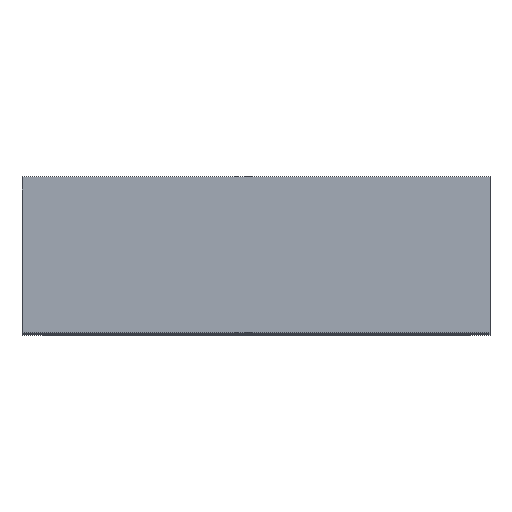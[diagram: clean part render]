
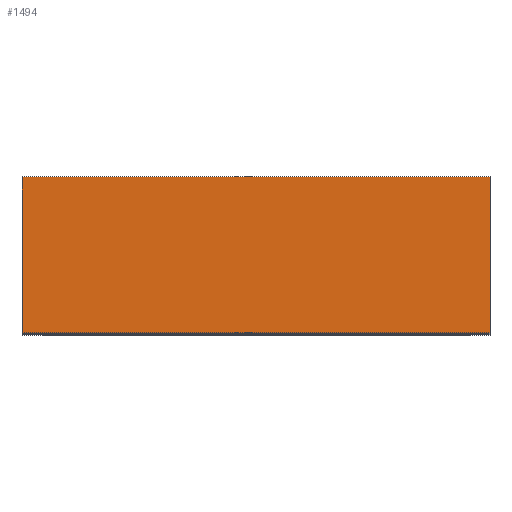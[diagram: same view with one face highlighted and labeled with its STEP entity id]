
A CAD part, top view. The second image highlights one B-rep face of the part: STEP entity #1494.
In plain terms, the highlighted planar face has unit normal (0, 0, 1).
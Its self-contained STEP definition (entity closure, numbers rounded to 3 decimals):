
#44 = PLANE('',#45);
#45 = AXIS2_PLACEMENT_3D('',#46,#47,#48);
#46 = CARTESIAN_POINT('',(-15.,0.,74.25));
#47 = DIRECTION('',(-1.,-0.,-0.));
#48 = DIRECTION('',(0.,0.,-1.));
#72 = PLANE('',#73);
#73 = AXIS2_PLACEMENT_3D('',#74,#75,#76);
#74 = CARTESIAN_POINT('',(0.,5.,74.25));
#75 = DIRECTION('',(0.,1.,0.));
#76 = DIRECTION('',(1.,0.,0.));
#100 = PLANE('',#101);
#101 = AXIS2_PLACEMENT_3D('',#102,#103,#104);
#102 = CARTESIAN_POINT('',(15.,0.,74.25));
#103 = DIRECTION('',(1.,0.,0.));
#104 = DIRECTION('',(0.,0.,1.));
#128 = PLANE('',#129);
#129 = AXIS2_PLACEMENT_3D('',#130,#131,#132);
#130 = CARTESIAN_POINT('',(1.541,-5.,76.157));
#131 = DIRECTION('',(0.,-1.,0.));
#132 = DIRECTION('',(-1.,0.,0.));
#1283 = VERTEX_POINT('',#1284);
#1284 = CARTESIAN_POINT('',(-15.,-5.,79.2));
#1305 = EDGE_CURVE('',#1283,#1306,#1308,.T.);
#1306 = VERTEX_POINT('',#1307);
#1307 = CARTESIAN_POINT('',(-15.,5.,79.2));
#1308 = SURFACE_CURVE('',#1309,(#1313,#1320),.PCURVE_S1.);
#1309 = LINE('',#1310,#1311);
#1310 = CARTESIAN_POINT('',(-15.,-5.,79.2));
#1311 = VECTOR('',#1312,1.);
#1312 = DIRECTION('',(0.,1.,0.));
#1313 = PCURVE('',#44,#1314);
#1314 = DEFINITIONAL_REPRESENTATION('',(#1315),#1319);
#1315 = LINE('',#1316,#1317);
#1316 = CARTESIAN_POINT('',(-4.95,5.));
#1317 = VECTOR('',#1318,1.);
#1318 = DIRECTION('',(0.,-1.));
#1319 = ( GEOMETRIC_REPRESENTATION_CONTEXT(2) 
PARAMETRIC_REPRESENTATION_CONTEXT() REPRESENTATION_CONTEXT('2D SPACE',''
  ) );
#1320 = PCURVE('',#1321,#1326);
#1321 = PLANE('',#1322);
#1322 = AXIS2_PLACEMENT_3D('',#1323,#1324,#1325);
#1323 = CARTESIAN_POINT('',(0.,0.,79.2));
#1324 = DIRECTION('',(0.,0.,1.));
#1325 = DIRECTION('',(1.,0.,0.));
#1326 = DEFINITIONAL_REPRESENTATION('',(#1327),#1331);
#1327 = LINE('',#1328,#1329);
#1328 = CARTESIAN_POINT('',(-15.,-5.));
#1329 = VECTOR('',#1330,1.);
#1330 = DIRECTION('',(0.,1.));
#1331 = ( GEOMETRIC_REPRESENTATION_CONTEXT(2) 
PARAMETRIC_REPRESENTATION_CONTEXT() REPRESENTATION_CONTEXT('2D SPACE',''
  ) );
#1362 = EDGE_CURVE('',#1306,#1363,#1365,.T.);
#1363 = VERTEX_POINT('',#1364);
#1364 = CARTESIAN_POINT('',(15.,5.,79.2));
#1365 = SURFACE_CURVE('',#1366,(#1370,#1377),.PCURVE_S1.);
#1366 = LINE('',#1367,#1368);
#1367 = CARTESIAN_POINT('',(-15.,5.,79.2));
#1368 = VECTOR('',#1369,1.);
#1369 = DIRECTION('',(1.,0.,0.));
#1370 = PCURVE('',#72,#1371);
#1371 = DEFINITIONAL_REPRESENTATION('',(#1372),#1376);
#1372 = LINE('',#1373,#1374);
#1373 = CARTESIAN_POINT('',(-15.,-4.95));
#1374 = VECTOR('',#1375,1.);
#1375 = DIRECTION('',(1.,0.));
#1376 = ( GEOMETRIC_REPRESENTATION_CONTEXT(2) 
PARAMETRIC_REPRESENTATION_CONTEXT() REPRESENTATION_CONTEXT('2D SPACE',''
  ) );
#1377 = PCURVE('',#1321,#1378);
#1378 = DEFINITIONAL_REPRESENTATION('',(#1379),#1383);
#1379 = LINE('',#1380,#1381);
#1380 = CARTESIAN_POINT('',(-15.,5.));
#1381 = VECTOR('',#1382,1.);
#1382 = DIRECTION('',(1.,0.));
#1383 = ( GEOMETRIC_REPRESENTATION_CONTEXT(2) 
PARAMETRIC_REPRESENTATION_CONTEXT() REPRESENTATION_CONTEXT('2D SPACE',''
  ) );
#1424 = VERTEX_POINT('',#1425);
#1425 = CARTESIAN_POINT('',(15.,-5.,79.2));
#1446 = EDGE_CURVE('',#1424,#1283,#1447,.T.);
#1447 = SURFACE_CURVE('',#1448,(#1452,#1459),.PCURVE_S1.);
#1448 = LINE('',#1449,#1450);
#1449 = CARTESIAN_POINT('',(15.,-5.,79.2));
#1450 = VECTOR('',#1451,1.);
#1451 = DIRECTION('',(-1.,0.,0.));
#1452 = PCURVE('',#128,#1453);
#1453 = DEFINITIONAL_REPRESENTATION('',(#1454),#1458);
#1454 = LINE('',#1455,#1456);
#1455 = CARTESIAN_POINT('',(-13.459,-3.043));
#1456 = VECTOR('',#1457,1.);
#1457 = DIRECTION('',(1.,-0.));
#1458 = ( GEOMETRIC_REPRESENTATION_CONTEXT(2) 
PARAMETRIC_REPRESENTATION_CONTEXT() REPRESENTATION_CONTEXT('2D SPACE',''
  ) );
#1459 = PCURVE('',#1321,#1460);
#1460 = DEFINITIONAL_REPRESENTATION('',(#1461),#1465);
#1461 = LINE('',#1462,#1463);
#1462 = CARTESIAN_POINT('',(15.,-5.));
#1463 = VECTOR('',#1464,1.);
#1464 = DIRECTION('',(-1.,0.));
#1465 = ( GEOMETRIC_REPRESENTATION_CONTEXT(2) 
PARAMETRIC_REPRESENTATION_CONTEXT() REPRESENTATION_CONTEXT('2D SPACE',''
  ) );
#1473 = EDGE_CURVE('',#1363,#1424,#1474,.T.);
#1474 = SURFACE_CURVE('',#1475,(#1479,#1486),.PCURVE_S1.);
#1475 = LINE('',#1476,#1477);
#1476 = CARTESIAN_POINT('',(15.,5.,79.2));
#1477 = VECTOR('',#1478,1.);
#1478 = DIRECTION('',(0.,-1.,0.));
#1479 = PCURVE('',#100,#1480);
#1480 = DEFINITIONAL_REPRESENTATION('',(#1481),#1485);
#1481 = LINE('',#1482,#1483);
#1482 = CARTESIAN_POINT('',(4.95,-5.));
#1483 = VECTOR('',#1484,1.);
#1484 = DIRECTION('',(0.,1.));
#1485 = ( GEOMETRIC_REPRESENTATION_CONTEXT(2) 
PARAMETRIC_REPRESENTATION_CONTEXT() REPRESENTATION_CONTEXT('2D SPACE',''
  ) );
#1486 = PCURVE('',#1321,#1487);
#1487 = DEFINITIONAL_REPRESENTATION('',(#1488),#1492);
#1488 = LINE('',#1489,#1490);
#1489 = CARTESIAN_POINT('',(15.,5.));
#1490 = VECTOR('',#1491,1.);
#1491 = DIRECTION('',(0.,-1.));
#1492 = ( GEOMETRIC_REPRESENTATION_CONTEXT(2) 
PARAMETRIC_REPRESENTATION_CONTEXT() REPRESENTATION_CONTEXT('2D SPACE',''
  ) );
#1494 = ADVANCED_FACE('',(#1495),#1321,.T.);
#1495 = FACE_BOUND('',#1496,.T.);
#1496 = EDGE_LOOP('',(#1497,#1498,#1499,#1500));
#1497 = ORIENTED_EDGE('',*,*,#1305,.F.);
#1498 = ORIENTED_EDGE('',*,*,#1446,.F.);
#1499 = ORIENTED_EDGE('',*,*,#1473,.F.);
#1500 = ORIENTED_EDGE('',*,*,#1362,.F.);
